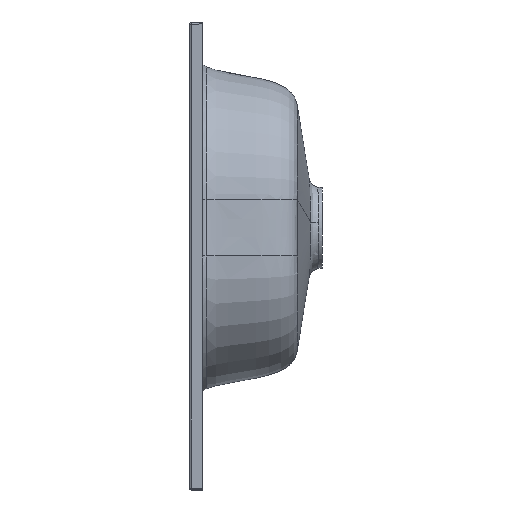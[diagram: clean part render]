
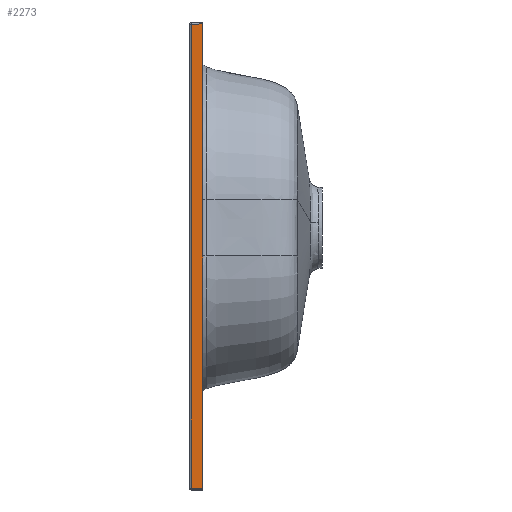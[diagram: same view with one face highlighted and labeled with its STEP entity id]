
A CAD part, left-side view. The second image highlights one B-rep face of the part: STEP entity #2273.
In plain terms, the highlighted planar face has unit normal (-0.999, 0.035, 0).
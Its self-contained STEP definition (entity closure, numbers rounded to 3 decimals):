
#1475 = CARTESIAN_POINT ( 'NONE',  ( -499.51, 0., -247.755 ) ) ;
#1756 = LINE ( 'NONE', #13009, #31655 ) ;
#2273 = ADVANCED_FACE ( 'NONE', ( #15308 ), #7199, .T. ) ;
#2468 = CARTESIAN_POINT ( 'NONE',  ( -499.577, -1.93, 247.824 ) ) ;
#3302 = CARTESIAN_POINT ( 'NONE',  ( -499.999, -14., 248.245 ) ) ;
#5101 = VERTEX_POINT ( 'NONE', #3302 ) ;
#5536 = VECTOR ( 'NONE', #31741, 1000. ) ;
#5730 = CARTESIAN_POINT ( 'NONE',  ( -499.999, -14., 249.755 ) ) ;
#5920 = LINE ( 'NONE', #1475, #13775 ) ;
#7199 = PLANE ( 'NONE',  #32802 ) ;
#8786 = VERTEX_POINT ( 'NONE', #19519 ) ;
#9793 = CARTESIAN_POINT ( 'NONE',  ( -499.51, 0., 249.755 ) ) ;
#11986 = EDGE_CURVE ( 'NONE', #5101, #29208, #1756, .T. ) ;
#12469 = ORIENTED_EDGE ( 'NONE', *, *, #30266, .T. ) ;
#13009 = CARTESIAN_POINT ( 'NONE',  ( -499.512, -0.07, 247.759 ) ) ;
#13775 = VECTOR ( 'NONE', #15114, 1000. ) ;
#13819 = EDGE_CURVE ( 'NONE', #5101, #8786, #23223, .T. ) ;
#15114 = DIRECTION ( 'NONE',  ( -0.035, -0.999, 0. ) ) ;
#15308 = FACE_OUTER_BOUND ( 'NONE', #29848, .T. ) ;
#15978 = ORIENTED_EDGE ( 'NONE', *, *, #11986, .T. ) ;
#17791 = CARTESIAN_POINT ( 'NONE',  ( -499.577, -1.93, -247.755 ) ) ;
#18986 = DIRECTION ( 'NONE',  ( -0.999, 0.035, 0. ) ) ;
#19519 = CARTESIAN_POINT ( 'NONE',  ( -499.999, -14., -247.755 ) ) ;
#20336 = LINE ( 'NONE', #34335, #5536 ) ;
#22863 = DIRECTION ( 'NONE',  ( 0., 0., -1. ) ) ;
#23223 = LINE ( 'NONE', #5730, #33994 ) ;
#24235 = DIRECTION ( 'NONE',  ( 0.035, 0.999, -0.035 ) ) ;
#26156 = EDGE_CURVE ( 'NONE', #32619, #8786, #5920, .T. ) ;
#29208 = VERTEX_POINT ( 'NONE', #2468 ) ;
#29848 = EDGE_LOOP ( 'NONE', ( #32251, #15978, #12469, #35867 ) ) ;
#30266 = EDGE_CURVE ( 'NONE', #29208, #32619, #20336, .T. ) ;
#31655 = VECTOR ( 'NONE', #24235, 1000. ) ;
#31741 = DIRECTION ( 'NONE',  ( 0., 0., -1. ) ) ;
#32251 = ORIENTED_EDGE ( 'NONE', *, *, #13819, .F. ) ;
#32619 = VERTEX_POINT ( 'NONE', #17791 ) ;
#32802 = AXIS2_PLACEMENT_3D ( 'NONE', #9793, #18986, #33169 ) ;
#33169 = DIRECTION ( 'NONE',  ( -0.035, -0.999, 0. ) ) ;
#33994 = VECTOR ( 'NONE', #22863, 1000. ) ;
#34335 = CARTESIAN_POINT ( 'NONE',  ( -499.577, -1.93, 249.755 ) ) ;
#35867 = ORIENTED_EDGE ( 'NONE', *, *, #26156, .T. ) ;
